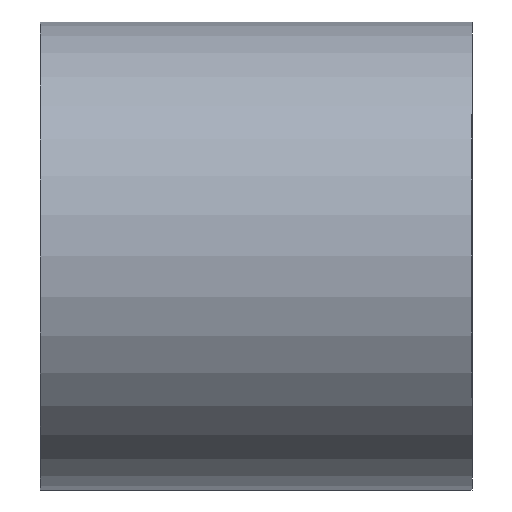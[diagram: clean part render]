
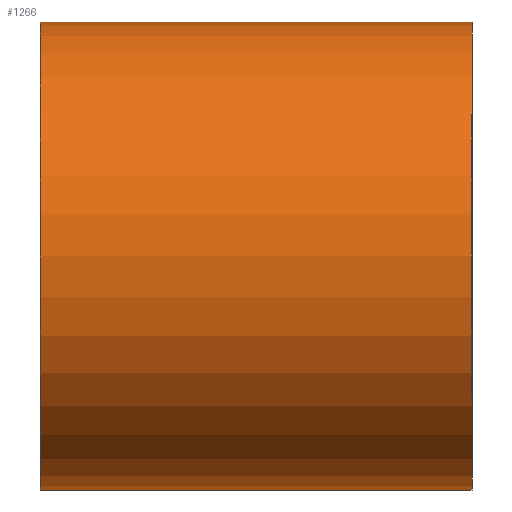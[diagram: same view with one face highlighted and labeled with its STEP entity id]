
A CAD part, left-side view. The second image highlights one B-rep face of the part: STEP entity #1266.
In plain terms, the highlighted cylindrical face has radius 13 mm (diameter 26 mm), a partial arc.
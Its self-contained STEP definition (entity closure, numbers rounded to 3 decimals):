
#21 = DIRECTION ( 'NONE',  ( 0., 0., 1. ) ) ;
#22 = DIRECTION ( 'NONE',  ( 0., 1., 0. ) ) ;
#24 = CARTESIAN_POINT ( 'NONE',  ( 0., -12., -13. ) ) ;
#34 = CARTESIAN_POINT ( 'NONE',  ( 0., 12., 13. ) ) ;
#44 = CARTESIAN_POINT ( 'NONE',  ( 0., 13.586, 0. ) ) ;
#45 = AXIS2_PLACEMENT_3D ( 'NONE', #44, #22, #21 ) ;
#46 = CYLINDRICAL_SURFACE ( 'NONE', #45, 13. ) ;
#47 = DIRECTION ( 'NONE',  ( 0., 0., 1. ) ) ;
#48 = DIRECTION ( 'NONE',  ( 0., 1., 0. ) ) ;
#49 = AXIS2_PLACEMENT_3D ( 'NONE', #64, #48, #47 ) ;
#50 = CIRCLE ( 'NONE', #49, 13. ) ;
#51 = FACE_OUTER_BOUND ( 'NONE', #1261, .T. ) ;
#52 = DIRECTION ( 'NONE',  ( 0., 0., -1. ) ) ;
#53 = DIRECTION ( 'NONE',  ( 0., -1., 0. ) ) ;
#61 = CARTESIAN_POINT ( 'NONE',  ( 0., 12., 0. ) ) ;
#62 = AXIS2_PLACEMENT_3D ( 'NONE', #61, #53, #52 ) ;
#63 = CIRCLE ( 'NONE', #62, 13. ) ;
#64 = CARTESIAN_POINT ( 'NONE',  ( 0., -12., 0. ) ) ;
#721 = LINE ( 'NONE', #818, #839 ) ;
#818 = CARTESIAN_POINT ( 'NONE',  ( 0., 13.586, -13. ) ) ;
#829 = CARTESIAN_POINT ( 'NONE',  ( 0., 12., -13. ) ) ;
#839 = VECTOR ( 'NONE', #845, 1000. ) ;
#845 = DIRECTION ( 'NONE',  ( 0., 1., 0. ) ) ;
#848 = VECTOR ( 'NONE', #849, 1000. ) ;
#849 = DIRECTION ( 'NONE',  ( 0., 1., 0. ) ) ;
#856 = CARTESIAN_POINT ( 'NONE',  ( 0., 13.586, 13. ) ) ;
#868 = LINE ( 'NONE', #856, #848 ) ;
#1130 = VERTEX_POINT ( 'NONE', #2195 ) ;
#1229 = VERTEX_POINT ( 'NONE', #829 ) ;
#1230 = EDGE_CURVE ( 'NONE', #1255, #1229, #721, .T. ) ;
#1234 = ORIENTED_EDGE ( 'NONE', *, *, #1263, .T. ) ;
#1235 = ORIENTED_EDGE ( 'NONE', *, *, #1230, .F. ) ;
#1247 = EDGE_CURVE ( 'NONE', #1130, #1258, #868, .T. ) ;
#1255 = VERTEX_POINT ( 'NONE', #24 ) ;
#1258 = VERTEX_POINT ( 'NONE', #34 ) ;
#1261 = EDGE_LOOP ( 'NONE', ( #1235, #1267, #1268, #1234 ) ) ;
#1263 = EDGE_CURVE ( 'NONE', #1258, #1229, #63, .T. ) ;
#1265 = EDGE_CURVE ( 'NONE', #1255, #1130, #50, .T. ) ;
#1266 = ADVANCED_FACE ( 'NONE', ( #51 ), #46, .T. ) ;
#1267 = ORIENTED_EDGE ( 'NONE', *, *, #1265, .T. ) ;
#1268 = ORIENTED_EDGE ( 'NONE', *, *, #1247, .T. ) ;
#2195 = CARTESIAN_POINT ( 'NONE',  ( 0., -12., 13. ) ) ;
